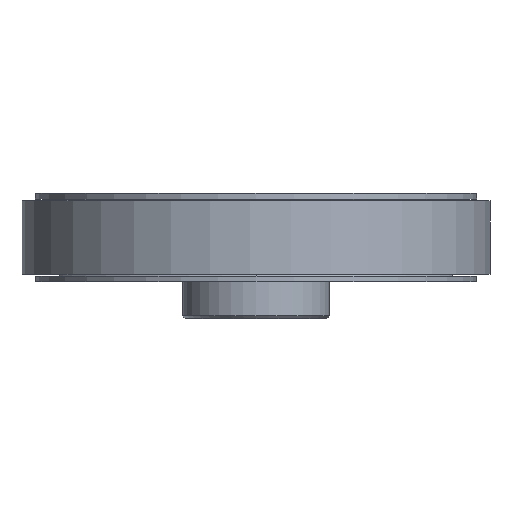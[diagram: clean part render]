
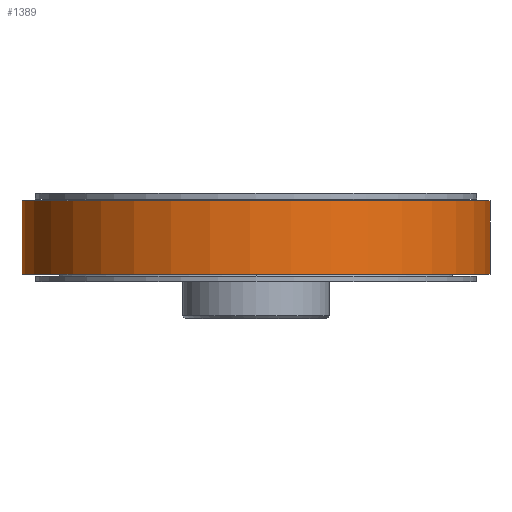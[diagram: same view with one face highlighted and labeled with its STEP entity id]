
A CAD part, front view. The second image highlights one B-rep face of the part: STEP entity #1389.
In plain terms, the highlighted cylindrical face has radius 31.83 mm (diameter 63.66 mm), a partial arc.
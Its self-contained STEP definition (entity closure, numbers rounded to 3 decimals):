
#76 = FACE_OUTER_BOUND ( 'NONE', #2050, .T. ) ;
#116 = CYLINDRICAL_SURFACE ( 'NONE', #1634, 31.83 ) ;
#249 = ORIENTED_EDGE ( 'NONE', *, *, #596, .T. ) ;
#274 = EDGE_CURVE ( 'NONE', #1998, #2082, #1577, .T. ) ;
#385 = AXIS2_PLACEMENT_3D ( 'NONE', #426, #1162, #1148 ) ;
#426 = CARTESIAN_POINT ( 'NONE',  ( 0., 0., 1. ) ) ;
#453 = CARTESIAN_POINT ( 'NONE',  ( 31.821, -0.76, 1. ) ) ;
#506 = CARTESIAN_POINT ( 'NONE',  ( 0., 0., 11. ) ) ;
#516 = DIRECTION ( 'NONE',  ( 0., 0., -1. ) ) ;
#526 = DIRECTION ( 'NONE',  ( 1., -0.024, 0. ) ) ;
#586 = ORIENTED_EDGE ( 'NONE', *, *, #820, .T. ) ;
#589 = EDGE_CURVE ( 'NONE', #1998, #2128, #1312, .T. ) ;
#596 = EDGE_CURVE ( 'NONE', #2082, #1124, #1211, .T. ) ;
#705 = DIRECTION ( 'NONE',  ( 0., 0., 1. ) ) ;
#820 = EDGE_CURVE ( 'NONE', #1124, #2128, #892, .T. ) ;
#825 = AXIS2_PLACEMENT_3D ( 'NONE', #506, #516, #526 ) ;
#892 = CIRCLE ( 'NONE', #825, 31.83 ) ;
#1124 = VERTEX_POINT ( 'NONE', #1626 ) ;
#1148 = DIRECTION ( 'NONE',  ( 1., -0.024, 0. ) ) ;
#1162 = DIRECTION ( 'NONE',  ( 0., 0., 1. ) ) ;
#1184 = VECTOR ( 'NONE', #1877, 1000. ) ;
#1189 = VECTOR ( 'NONE', #705, 1000. ) ;
#1211 = LINE ( 'NONE', #2087, #1184 ) ;
#1245 = CARTESIAN_POINT ( 'NONE',  ( -31.821, 0.76, 1. ) ) ;
#1286 = CARTESIAN_POINT ( 'NONE',  ( -31.821, 0.76, 11. ) ) ;
#1312 = LINE ( 'NONE', #1245, #1189 ) ;
#1389 = ADVANCED_FACE ( 'NONE', ( #76 ), #116, .T. ) ;
#1577 = CIRCLE ( 'NONE', #385, 31.83 ) ;
#1626 = CARTESIAN_POINT ( 'NONE',  ( 31.821, -0.76, 11. ) ) ;
#1634 = AXIS2_PLACEMENT_3D ( 'NONE', #2418, #2553, #2408 ) ;
#1877 = DIRECTION ( 'NONE',  ( 0., 0., 1. ) ) ;
#1998 = VERTEX_POINT ( 'NONE', #2467 ) ;
#2050 = EDGE_LOOP ( 'NONE', ( #2416, #2333, #249, #586 ) ) ;
#2082 = VERTEX_POINT ( 'NONE', #453 ) ;
#2087 = CARTESIAN_POINT ( 'NONE',  ( 31.821, -0.76, 1. ) ) ;
#2128 = VERTEX_POINT ( 'NONE', #1286 ) ;
#2333 = ORIENTED_EDGE ( 'NONE', *, *, #274, .T. ) ;
#2408 = DIRECTION ( 'NONE',  ( 1., -0.024, 0. ) ) ;
#2416 = ORIENTED_EDGE ( 'NONE', *, *, #589, .F. ) ;
#2418 = CARTESIAN_POINT ( 'NONE',  ( 0., 0., 1. ) ) ;
#2467 = CARTESIAN_POINT ( 'NONE',  ( -31.821, 0.76, 1. ) ) ;
#2553 = DIRECTION ( 'NONE',  ( 0., 0., 1. ) ) ;
